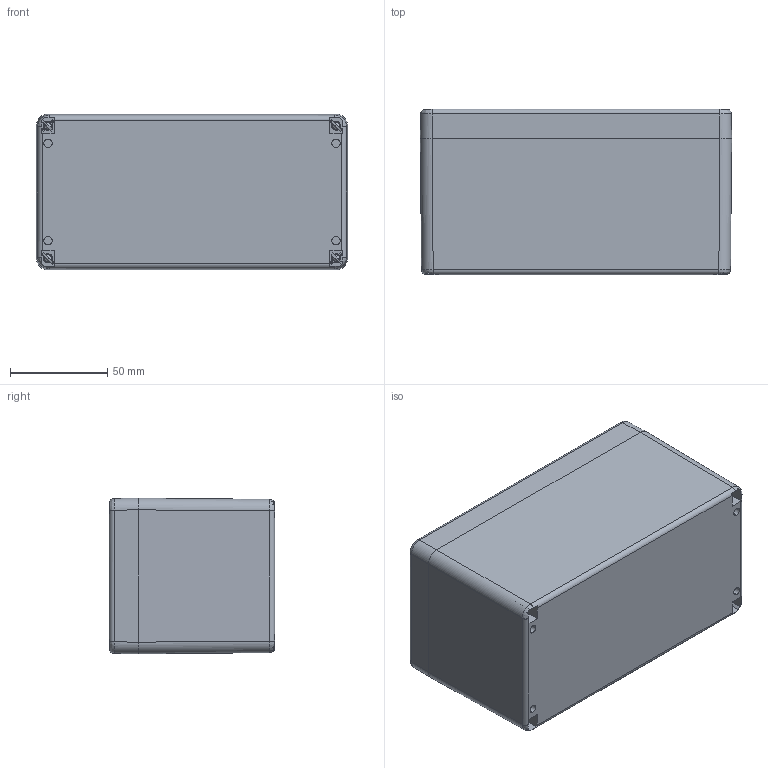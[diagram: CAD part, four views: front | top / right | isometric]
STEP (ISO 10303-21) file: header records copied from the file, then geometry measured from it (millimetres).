
FILE_DESCRIPTION (( 'STEP AP214' ), '1' );
FILE_NAME ('2365-1608-08-00.step', '2023-11-08T05:53:48', ( '' ), ( '' ), 'SwSTEP 2.0', 'SolidWorks 2019', '' );
FILE_SCHEMA (( 'AUTOMOTIVE_DESIGN' ));
Length unit declared in the file: millimetre
Products named in the file (5): Deckelschraube_3,5x14,5; Unterteil^2365-1608-08-00; Deckel^2365-1608-08-00; 2365-1608-08-00
Assembly tree (7 placements, depth 3):
  2365-1608-08-00
    2365-1608-08-00
      Deckelschraube_3,5x14,5  x4
      Unterteil^2365-1608-08-00
      Deckel^2365-1608-08-00
Bounding box: 160 x 85 x 80 mm (x, y, z)
Volume: 213641.6 mm3; surface area: 148877.1 mm2
Topology: 10 solids, 10 shells, 629 faces, 1680 edges, 1076 vertices
Faces by surface type: plane 305, cylinder 184, cone 68, bspline 48, sphere 16, torus 8
Entity records: 19083 total; most frequent: CARTESIAN_POINT 7119, ORIENTED_EDGE 2378, DIRECTION 2267, EDGE_CURVE 1189, AXIS2_PLACEMENT_3D 815, VERTEX_POINT 775, VECTOR 637, LINE 637
